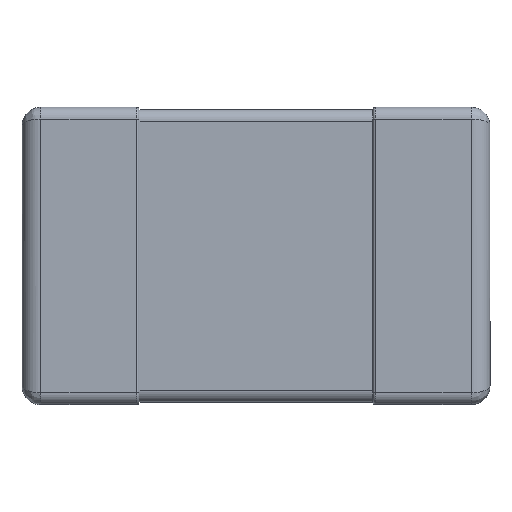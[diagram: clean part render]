
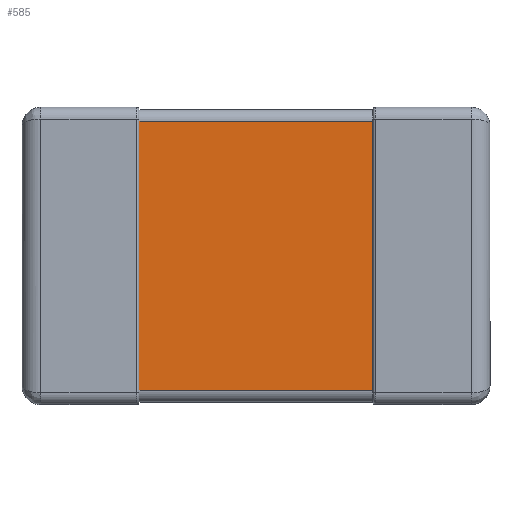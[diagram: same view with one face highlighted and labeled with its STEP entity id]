
A CAD part, top view. The second image highlights one B-rep face of the part: STEP entity #585.
In plain terms, the highlighted planar face has unit normal (0, 0, 1).
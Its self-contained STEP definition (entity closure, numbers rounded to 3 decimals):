
#14=DIRECTION ( 'NONE',  ( 1., 0., 0. ) );
#104=DIRECTION ( 'NONE',  ( 0., 1., 0. ) );
#146=LINE ( 'NONE', #754, #613 );
#155=DIRECTION ( 'NONE',  ( 0., 0., 1. ) );
#185=EDGE_CURVE ( 'NONE', #1690, #941, #146, .T. );
#212=EDGE_CURVE ( 'NONE', #941, #1359, #1343, .T. );
#213=AXIS2_PLACEMENT_3D ( 'NONE', #1581, #155, #14 );
#220=EDGE_CURVE ( 'NONE', #1359, #1194, #1012, .T. );
#272=DIRECTION ( 'NONE',  ( -1., 0., 0. ) );
#368=VECTOR ( 'NONE', #565, 1000. );
#380=CARTESIAN_POINT ( 'NONE',  ( 0.5, -0.575, 0.51 ) );
#434=EDGE_CURVE ( 'NONE', #1194, #1690, #1538, .T. );
#531=DIRECTION ( 'NONE',  ( 0., -1., 0. ) );
#565=DIRECTION ( 'NONE',  ( 1., 0., 0. ) );
#584=EDGE_LOOP ( 'NONE', ( #781, #678, #845, #645 ) );
#585=ADVANCED_FACE ( 'NONE', ( #1596 ), #816, .T. );
#613=VECTOR ( 'NONE', #531, 1000. );
#645=ORIENTED_EDGE ( 'NONE', *, *, #434, .T. );
#678=ORIENTED_EDGE ( 'NONE', *, *, #212, .T. );
#754=CARTESIAN_POINT ( 'NONE',  ( -0.5, -0.625, 0.51 ) );
#758=CARTESIAN_POINT ( 'NONE',  ( 0.5, -0.625, 0.51 ) );
#781=ORIENTED_EDGE ( 'NONE', *, *, #185, .T. );
#816=PLANE ( 'NONE',  #213 );
#845=ORIENTED_EDGE ( 'NONE', *, *, #220, .T. );
#905=VECTOR ( 'NONE', #104, 1000. );
#941=VERTEX_POINT ( 'NONE', #1040 );
#1012=LINE ( 'NONE', #758, #905 );
#1040=CARTESIAN_POINT ( 'NONE',  ( -0.5, -0.575, 0.51 ) );
#1194=VERTEX_POINT ( 'NONE', #1540 );
#1205=VECTOR ( 'NONE', #272, 1000. );
#1343=LINE ( 'NONE', #1678, #368 );
#1359=VERTEX_POINT ( 'NONE', #380 );
#1374=CARTESIAN_POINT ( 'NONE',  ( -0.5, 0.575, 0.51 ) );
#1538=LINE ( 'NONE', #1669, #1205 );
#1540=CARTESIAN_POINT ( 'NONE',  ( 0.5, 0.575, 0.51 ) );
#1581=CARTESIAN_POINT ( 'NONE',  ( 0., 0., 0.51 ) );
#1596=FACE_OUTER_BOUND ( 'NONE', #584, .T. );
#1669=CARTESIAN_POINT ( 'NONE',  ( 0., 0.575, 0.51 ) );
#1678=CARTESIAN_POINT ( 'NONE',  ( 0., -0.575, 0.51 ) );
#1690=VERTEX_POINT ( 'NONE', #1374 );
